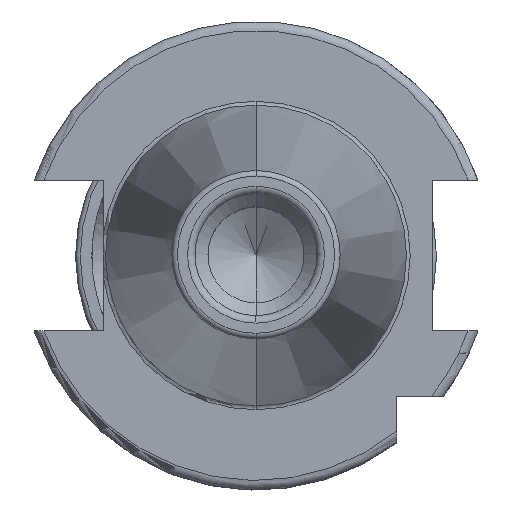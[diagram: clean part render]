
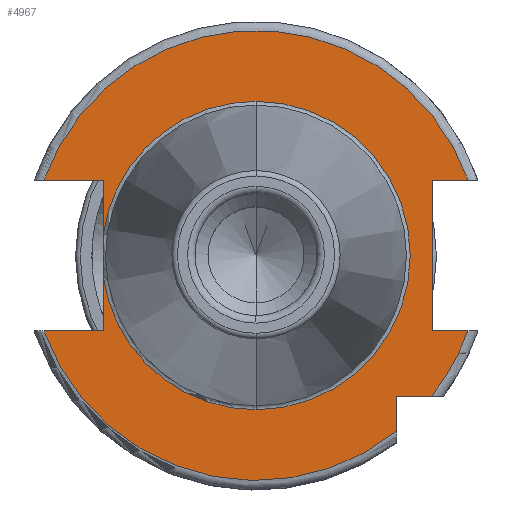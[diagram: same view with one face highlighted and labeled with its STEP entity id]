
A CAD part, top view. The second image highlights one B-rep face of the part: STEP entity #4967.
In plain terms, the highlighted planar face has unit normal (0, 0, 1).
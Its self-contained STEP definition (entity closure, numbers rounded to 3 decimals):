
#273=CARTESIAN_POINT('',(0,0,15.9));
#274=DIRECTION('',(0,0,-1));
#275=DIRECTION('',(0,1,0));
#276=AXIS2_PLACEMENT_3D('',#273,#274,#275);
#289=CARTESIAN_POINT('',(0,0,15.9));
#290=DIRECTION('',(0,0,1));
#291=DIRECTION('',(0,1,0));
#292=AXIS2_PLACEMENT_3D('',#289,#290,#291);
#304=CARTESIAN_POINT('',(0,0,15.9));
#305=DIRECTION('',(0,0,1));
#306=DIRECTION('',(-0.991,-0.135,0));
#307=AXIS2_PLACEMENT_3D('',#304,#305,#306);
#1705=DIRECTION('',(1,0,0));
#1706=VECTOR('',#1705,6.31);
#1707=CARTESIAN_POINT('',(-22.61,-8.05,15.9));
#1708=LINE('',#1707,#1706);
#1709=DIRECTION('',(0,1,0));
#1710=VECTOR('',#1709,5.834);
#1711=CARTESIAN_POINT('',(-16.3,-8.05,15.9));
#1712=LINE('',#1711,#1710);
#1713=DIRECTION('',(0,1,0));
#1714=VECTOR('',#1713,5.834);
#1715=CARTESIAN_POINT('',(-16.3,2.216,15.9));
#1716=LINE('',#1715,#1714);
#1717=DIRECTION('',(1,0,0));
#1718=VECTOR('',#1717,6.31);
#1719=CARTESIAN_POINT('',(-22.61,8.05,15.9));
#1720=LINE('',#1719,#1718);
#1721=DIRECTION('',(-1,0,0));
#1722=VECTOR('',#1721,3.81);
#1723=CARTESIAN_POINT('',(22.61,8.05,15.9));
#1724=LINE('',#1723,#1722);
#1725=DIRECTION('',(0,-1,0));
#1726=VECTOR('',#1725,16.1);
#1727=CARTESIAN_POINT('',(18.8,8.05,15.9));
#1728=LINE('',#1727,#1726);
#1729=DIRECTION('',(-1,0,0));
#1730=VECTOR('',#1729,3.81);
#1731=CARTESIAN_POINT('',(22.61,-8.05,15.9));
#1732=LINE('',#1731,#1730);
#1733=CARTESIAN_POINT('',(0,0,15.9));
#1734=DIRECTION('',(0,0,1));
#1735=DIRECTION('',(0.781,-0.625,0));
#1736=AXIS2_PLACEMENT_3D('',#1733,#1734,#1735);
#1738=DIRECTION('',(-1,0,0));
#1739=VECTOR('',#1738,3.735);
#1740=CARTESIAN_POINT('',(18.735,-15,15.9));
#1741=LINE('',#1740,#1739);
#1742=DIRECTION('',(0,1,0));
#1743=VECTOR('',#1742,3.735);
#1744=CARTESIAN_POINT('',(15,-18.735,15.9));
#1745=LINE('',#1744,#1743);
#2259=CARTESIAN_POINT('',(0,0,15.9));
#2260=DIRECTION('',(0,0,1));
#2261=DIRECTION('',(0.942,0.335,0));
#2262=AXIS2_PLACEMENT_3D('',#2259,#2260,#2261);
#2310=CARTESIAN_POINT('',(0,0,15.9));
#2311=DIRECTION('',(0,0,1));
#2312=DIRECTION('',(-0.942,-0.335,0));
#2313=AXIS2_PLACEMENT_3D('',#2310,#2311,#2312);
#2418=CARTESIAN_POINT('',(0,16.45,15.9));
#2420=VERTEX_POINT('',#2418);
#2442=CARTESIAN_POINT('',(0,-16.45,15.9));
#2444=VERTEX_POINT('',#2442);
#2554=CARTESIAN_POINT('',(-22.61,-8.05,15.9));
#2555=CARTESIAN_POINT('',(-16.3,-8.05,15.9));
#2556=VERTEX_POINT('',#2554);
#2557=VERTEX_POINT('',#2555);
#2558=CARTESIAN_POINT('',(-16.3,-2.216,15.9));
#2559=VERTEX_POINT('',#2558);
#2560=CARTESIAN_POINT('',(-16.3,2.216,15.9));
#2561=CARTESIAN_POINT('',(-16.3,8.05,15.9));
#2562=VERTEX_POINT('',#2560);
#2563=VERTEX_POINT('',#2561);
#2564=CARTESIAN_POINT('',(-22.61,8.05,15.9));
#2565=VERTEX_POINT('',#2564);
#2566=CARTESIAN_POINT('',(18.8,8.05,15.9));
#2567=CARTESIAN_POINT('',(18.8,-8.05,15.9));
#2568=VERTEX_POINT('',#2566);
#2569=VERTEX_POINT('',#2567);
#2570=CARTESIAN_POINT('',(22.61,-8.05,15.9));
#2571=VERTEX_POINT('',#2570);
#2572=CARTESIAN_POINT('',(22.61,8.05,15.9));
#2573=VERTEX_POINT('',#2572);
#2574=CARTESIAN_POINT('',(15,-18.735,15.9));
#2575=CARTESIAN_POINT('',(15,-15,15.9));
#2576=VERTEX_POINT('',#2574);
#2577=VERTEX_POINT('',#2575);
#2578=CARTESIAN_POINT('',(18.735,-15,15.9));
#2579=VERTEX_POINT('',#2578);
#4936=CARTESIAN_POINT('',(0,0,15.9));
#4937=DIRECTION('',(0,0,-1));
#4938=DIRECTION('',(0,-1,0));
#4939=AXIS2_PLACEMENT_3D('',#4936,#4937,#4938);
#4940=PLANE('',#4939);
#4941=ORIENTED_EDGE('',*,*,#4913,.T.);
#4942=ORIENTED_EDGE('',*,*,#3366,.T.);
#4943=ORIENTED_EDGE('',*,*,#3325,.T.);
#4944=ORIENTED_EDGE('',*,*,#3305,.F.);
#4945=ORIENTED_EDGE('',*,*,#3320,.T.);
#4946=ORIENTED_EDGE('',*,*,#3363,.T.);
#4948=ORIENTED_EDGE('',*,*,#4947,.F.);
#4950=ORIENTED_EDGE('',*,*,#4949,.F.);
#4952=ORIENTED_EDGE('',*,*,#4951,.T.);
#4954=ORIENTED_EDGE('',*,*,#4953,.T.);
#4956=ORIENTED_EDGE('',*,*,#4955,.F.);
#4958=ORIENTED_EDGE('',*,*,#4957,.F.);
#4960=ORIENTED_EDGE('',*,*,#4959,.T.);
#4962=ORIENTED_EDGE('',*,*,#4961,.F.);
#4964=ORIENTED_EDGE('',*,*,#4963,.F.);
#4965=EDGE_LOOP('',(#4941,#4942,#4943,#4944,#4945,#4946,#4948,#4950,#4952,#4954,
#4956,#4958,#4960,#4962,#4964));
#4966=FACE_OUTER_BOUND('',#4965,.F.);
#4967=ADVANCED_FACE('',(#4966),#4940,.F.);
#277=CIRCLE('',#276,16.45);
#293=CIRCLE('',#292,16.45);
#308=CIRCLE('',#307,16.45);
#1737=CIRCLE('',#1736,24);
#2263=CIRCLE('',#2262,24);
#2314=CIRCLE('',#2313,24);
#3305=EDGE_CURVE('',#2420,#2444,#277,.T.);
#3320=EDGE_CURVE('',#2420,#2562,#293,.T.);
#3325=EDGE_CURVE('',#2559,#2444,#308,.T.);
#3363=EDGE_CURVE('',#2562,#2563,#1716,.T.);
#3366=EDGE_CURVE('',#2557,#2559,#1712,.T.);
#4913=EDGE_CURVE('',#2556,#2557,#1708,.T.);
#4947=EDGE_CURVE('',#2565,#2563,#1720,.T.);
#4949=EDGE_CURVE('',#2573,#2565,#2263,.T.);
#4951=EDGE_CURVE('',#2573,#2568,#1724,.T.);
#4953=EDGE_CURVE('',#2568,#2569,#1728,.T.);
#4955=EDGE_CURVE('',#2571,#2569,#1732,.T.);
#4957=EDGE_CURVE('',#2579,#2571,#1737,.T.);
#4959=EDGE_CURVE('',#2579,#2577,#1741,.T.);
#4961=EDGE_CURVE('',#2576,#2577,#1745,.T.);
#4963=EDGE_CURVE('',#2556,#2576,#2314,.T.);
